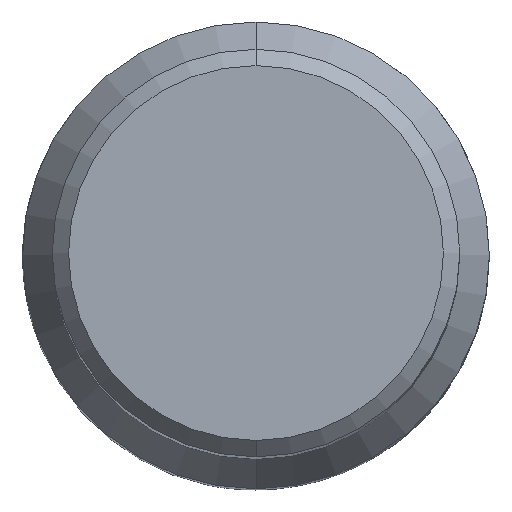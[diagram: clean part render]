
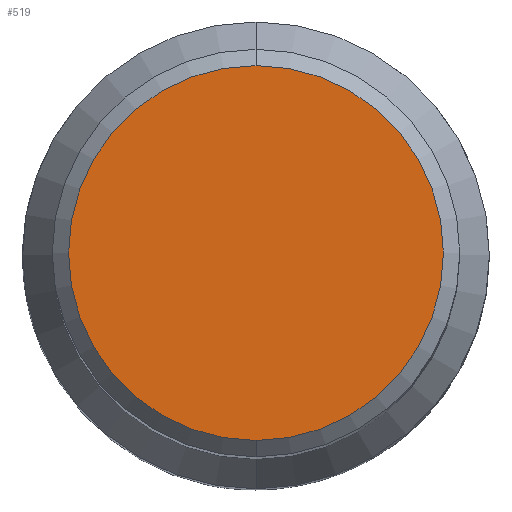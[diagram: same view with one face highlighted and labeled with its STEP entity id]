
A CAD part, top view. The second image highlights one B-rep face of the part: STEP entity #519.
In plain terms, the highlighted planar face has unit normal (0, 0, 1).
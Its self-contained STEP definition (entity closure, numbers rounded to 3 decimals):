
#519=ADVANCED_FACE('',(#1180),#1181,.T.);
#691=EDGE_CURVE('',#953,#723,#1375,.T.);
#719=EDGE_CURVE('',#723,#953,#1406,.T.);
#723=VERTEX_POINT('',#1411);
#953=VERTEX_POINT('',#1661);
#1180=FACE_OUTER_BOUND('',#2118,.T.);
#1181=PLANE('',#2119);
#1375=CIRCLE('',#2430,11.5);
#1406=CIRCLE('',#2548,11.5);
#1411=CARTESIAN_POINT('',(0.,-11.5,0.0));
#1661=CARTESIAN_POINT('',(0.0,11.5,0.0));
#2118=EDGE_LOOP('',(#3253,#3254));
#2119=AXIS2_PLACEMENT_3D('',#3255,#3256,#3257);
#2430=AXIS2_PLACEMENT_3D('',#3512,#3513,#3514);
#2548=AXIS2_PLACEMENT_3D('',#3549,#3550,#3551);
#3253=ORIENTED_EDGE('',*,*,#691,.F.);
#3254=ORIENTED_EDGE('',*,*,#719,.F.);
#3255=CARTESIAN_POINT('',(0.0,5.75,0.0));
#3256=DIRECTION('',(-0.0,0.0,1.0));
#3257=DIRECTION('',(0.0,-1.0,0.0));
#3512=CARTESIAN_POINT('',(0.0,0.0,0.0));
#3513=DIRECTION('',(0.0,0.0,-1.0));
#3514=DIRECTION('',(0.0,1.0,0.0));
#3549=CARTESIAN_POINT('',(0.0,0.0,0.0));
#3550=DIRECTION('',(0.0,0.0,-1.0));
#3551=DIRECTION('',(0.0,1.0,0.0));
